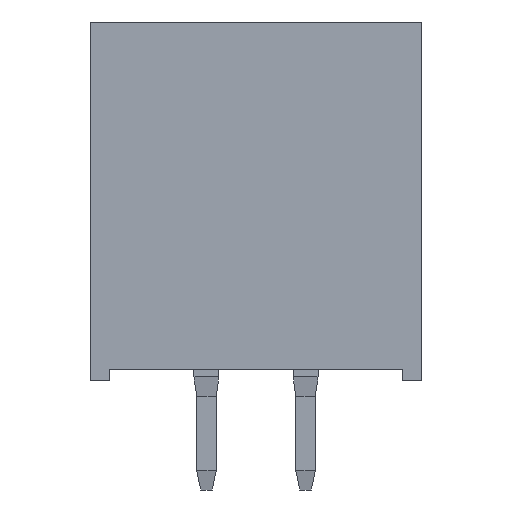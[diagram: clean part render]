
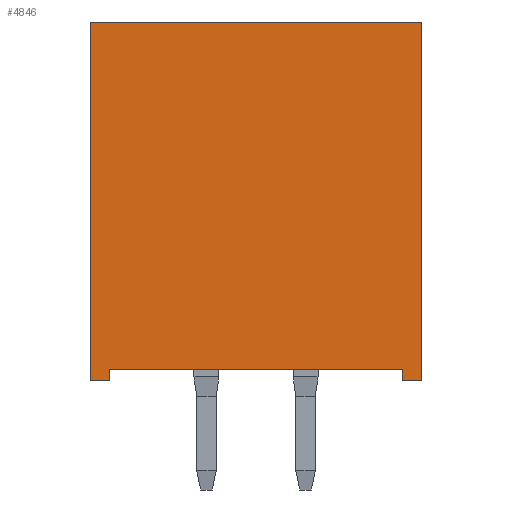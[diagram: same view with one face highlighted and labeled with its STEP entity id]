
A CAD part, left-side view. The second image highlights one B-rep face of the part: STEP entity #4846.
In plain terms, the highlighted planar face has unit normal (-1, 0, 0).
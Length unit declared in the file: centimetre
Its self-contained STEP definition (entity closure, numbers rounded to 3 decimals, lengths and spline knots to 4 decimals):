
#320=FACE_OUTER_BOUND('',#613,.T.);
#613=EDGE_LOOP('',(#3291,#3292,#3293,#3294,#3295,#3296,#3297,#3298));
#940=LINE('',#6744,#1585);
#960=LINE('',#6790,#1605);
#961=LINE('',#6792,#1606);
#962=LINE('',#6794,#1607);
#963=LINE('',#6795,#1608);
#964=LINE('',#6797,#1609);
#965=LINE('',#6799,#1610);
#966=LINE('',#6800,#1611);
#1585=VECTOR('',#5474,0.1);
#1605=VECTOR('',#5506,0.1);
#1606=VECTOR('',#5507,0.1);
#1607=VECTOR('',#5508,0.1);
#1608=VECTOR('',#5509,0.1);
#1609=VECTOR('',#5510,0.1);
#1610=VECTOR('',#5511,0.1);
#1611=VECTOR('',#5512,0.1);
#2217=VERTEX_POINT('',#6710);
#2233=VERTEX_POINT('',#6742);
#2252=VERTEX_POINT('',#6788);
#2253=VERTEX_POINT('',#6789);
#2254=VERTEX_POINT('',#6791);
#2255=VERTEX_POINT('',#6793);
#2256=VERTEX_POINT('',#6796);
#2257=VERTEX_POINT('',#6798);
#2616=EDGE_CURVE('',#2233,#2217,#940,.T.);
#2636=EDGE_CURVE('',#2252,#2253,#960,.T.);
#2637=EDGE_CURVE('',#2252,#2254,#961,.T.);
#2638=EDGE_CURVE('',#2255,#2254,#962,.T.);
#2639=EDGE_CURVE('',#2217,#2255,#963,.T.);
#2640=EDGE_CURVE('',#2256,#2233,#964,.T.);
#2641=EDGE_CURVE('',#2256,#2257,#965,.T.);
#2642=EDGE_CURVE('',#2253,#2257,#966,.T.);
#3291=ORIENTED_EDGE('',*,*,#2636,.F.);
#3292=ORIENTED_EDGE('',*,*,#2637,.T.);
#3293=ORIENTED_EDGE('',*,*,#2638,.F.);
#3294=ORIENTED_EDGE('',*,*,#2639,.F.);
#3295=ORIENTED_EDGE('',*,*,#2616,.F.);
#3296=ORIENTED_EDGE('',*,*,#2640,.F.);
#3297=ORIENTED_EDGE('',*,*,#2641,.T.);
#3298=ORIENTED_EDGE('',*,*,#2642,.F.);
#4557=PLANE('',#5146);
#4846=ADVANCED_FACE('',(#320),#4557,.T.);
#5146=AXIS2_PLACEMENT_3D('',#6787,#5504,#5505);
#5474=DIRECTION('',(0.,0.,-1.));
#5504=DIRECTION('center_axis',(-1.,0.,0.));
#5505=DIRECTION('ref_axis',(0.,-1.,0.));
#5506=DIRECTION('',(0.,0.,-1.));
#5507=DIRECTION('',(0.,-1.,0.));
#5508=DIRECTION('',(0.,0.,1.));
#5509=DIRECTION('',(0.,1.,0.));
#5510=DIRECTION('',(0.,-1.,0.));
#5511=DIRECTION('',(0.,0.,-1.));
#5512=DIRECTION('',(0.,1.,0.));
#6710=CARTESIAN_POINT('',(-1.391,-0.425,-1.33));
#6742=CARTESIAN_POINT('',(-1.391,-0.425,-0.41));
#6744=CARTESIAN_POINT('',(-1.391,-0.425,0.));
#6787=CARTESIAN_POINT('Origin',(-1.391,0.,-0.665));
#6788=CARTESIAN_POINT('',(-1.391,0.375,-1.3));
#6789=CARTESIAN_POINT('',(-1.391,0.375,-1.33));
#6790=CARTESIAN_POINT('',(-1.391,0.375,0.));
#6791=CARTESIAN_POINT('',(-1.391,-0.375,-1.3));
#6792=CARTESIAN_POINT('',(-1.391,0.,-1.3));
#6793=CARTESIAN_POINT('',(-1.391,-0.375,-1.33));
#6794=CARTESIAN_POINT('',(-1.391,-0.375,0.));
#6795=CARTESIAN_POINT('',(-1.391,0.,-1.33));
#6796=CARTESIAN_POINT('',(-1.391,0.425,-0.41));
#6797=CARTESIAN_POINT('',(-1.391,0.,-0.41));
#6798=CARTESIAN_POINT('',(-1.391,0.425,-1.33));
#6799=CARTESIAN_POINT('',(-1.391,0.425,0.));
#6800=CARTESIAN_POINT('',(-1.391,0.,-1.33));
